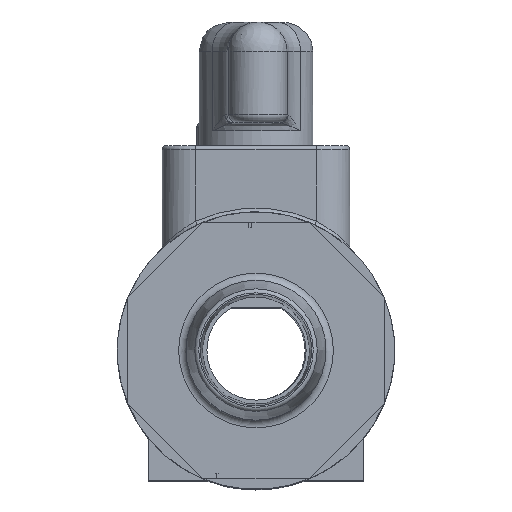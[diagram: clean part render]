
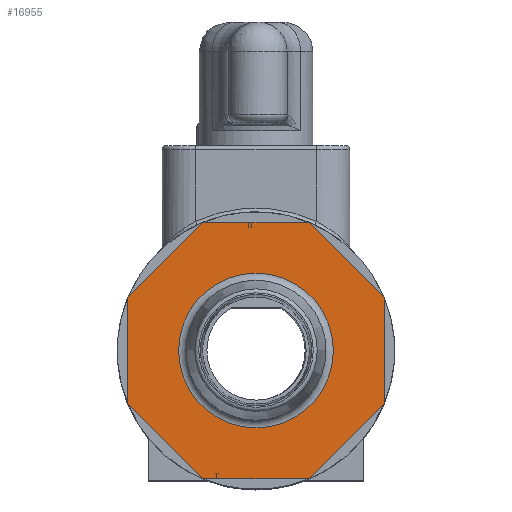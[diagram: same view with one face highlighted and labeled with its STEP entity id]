
A CAD part, top view. The second image highlights one B-rep face of the part: STEP entity #16955.
In plain terms, the highlighted face is planar.
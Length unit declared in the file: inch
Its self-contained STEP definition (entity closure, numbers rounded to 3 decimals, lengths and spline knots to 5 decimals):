
#15527=CARTESIAN_POINT('',(0.19804,0.0,-0.47811));
#15528=VERTEX_POINT('',#15527);
#15535=CARTESIAN_POINT('',(-0.19804,0.0,-0.47811));
#15536=VERTEX_POINT('',#15535);
#15537=CARTESIAN_POINT('',(-0.19804,0.0,-0.47811));
#15538=DIRECTION('',(1.0,0.0,0.0));
#15539=VECTOR('',#15538,0.39608);
#15540=LINE('',#15537,#15539);
#15541=EDGE_CURVE('',#15536,#15528,#15540,.T.);
#16858=CARTESIAN_POINT('',(-0.28852,0.0,0.));
#16859=VERTEX_POINT('',#16858);
#16860=CARTESIAN_POINT('',(0.0,0.0,0.0));
#16861=DIRECTION('',(0.0,-1.0,0.0));
#16862=DIRECTION('',(1.0,0.0,0.0));
#16863=AXIS2_PLACEMENT_3D('',#16860,#16861,#16862);
#16864=CIRCLE('',#16863,0.28852);
#16865=EDGE_CURVE('',#16859,#16859,#16864,.T.);
#16890=CARTESIAN_POINT('',(0.0,0.0,0.0));
#16891=DIRECTION('',(0.0,-1.0,0.0));
#16892=DIRECTION('',(0.0,0.0,-1.0));
#16893=AXIS2_PLACEMENT_3D('',#16890,#16891,#16892);
#16894=PLANE('',#16893);
#16895=CARTESIAN_POINT('',(-0.47811,0.0,-0.19804));
#16896=VERTEX_POINT('',#16895);
#16897=CARTESIAN_POINT('',(-0.47811,0.0,-0.19804));
#16898=DIRECTION('',(0.707,0.0,-0.707));
#16899=VECTOR('',#16898,0.39608);
#16900=LINE('',#16897,#16899);
#16901=EDGE_CURVE('',#16896,#15536,#16900,.T.);
#16902=ORIENTED_EDGE('',*,*,#16901,.T.);
#16903=ORIENTED_EDGE('',*,*,#15541,.T.);
#16904=CARTESIAN_POINT('',(0.47811,0.0,-0.19804));
#16905=VERTEX_POINT('',#16904);
#16906=CARTESIAN_POINT('',(0.19804,0.0,-0.47811));
#16907=DIRECTION('',(0.707,0.0,0.707));
#16908=VECTOR('',#16907,0.39608);
#16909=LINE('',#16906,#16908);
#16910=EDGE_CURVE('',#15528,#16905,#16909,.T.);
#16911=ORIENTED_EDGE('',*,*,#16910,.T.);
#16912=CARTESIAN_POINT('',(0.47811,0.0,0.19804));
#16913=VERTEX_POINT('',#16912);
#16914=CARTESIAN_POINT('',(0.47811,0.0,-0.19804));
#16915=DIRECTION('',(0.0,0.0,1.0));
#16916=VECTOR('',#16915,0.39608);
#16917=LINE('',#16914,#16916);
#16918=EDGE_CURVE('',#16905,#16913,#16917,.T.);
#16919=ORIENTED_EDGE('',*,*,#16918,.T.);
#16920=CARTESIAN_POINT('',(0.19804,0.0,0.47811));
#16921=VERTEX_POINT('',#16920);
#16922=CARTESIAN_POINT('',(0.47811,0.0,0.19804));
#16923=DIRECTION('',(-0.707,0.0,0.707));
#16924=VECTOR('',#16923,0.39608);
#16925=LINE('',#16922,#16924);
#16926=EDGE_CURVE('',#16913,#16921,#16925,.T.);
#16927=ORIENTED_EDGE('',*,*,#16926,.T.);
#16928=CARTESIAN_POINT('',(-0.19804,0.0,0.47811));
#16929=VERTEX_POINT('',#16928);
#16930=CARTESIAN_POINT('',(0.19804,0.0,0.47811));
#16931=DIRECTION('',(-1.0,0.0,0.0));
#16932=VECTOR('',#16931,0.39608);
#16933=LINE('',#16930,#16932);
#16934=EDGE_CURVE('',#16921,#16929,#16933,.T.);
#16935=ORIENTED_EDGE('',*,*,#16934,.T.);
#16936=CARTESIAN_POINT('',(-0.47811,0.0,0.19804));
#16937=VERTEX_POINT('',#16936);
#16938=CARTESIAN_POINT('',(-0.19804,0.0,0.47811));
#16939=DIRECTION('',(-0.707,0.0,-0.707));
#16940=VECTOR('',#16939,0.39608);
#16941=LINE('',#16938,#16940);
#16942=EDGE_CURVE('',#16929,#16937,#16941,.T.);
#16943=ORIENTED_EDGE('',*,*,#16942,.T.);
#16944=CARTESIAN_POINT('',(-0.47811,0.0,0.19804));
#16945=DIRECTION('',(0.0,0.0,-1.0));
#16946=VECTOR('',#16945,0.39608);
#16947=LINE('',#16944,#16946);
#16948=EDGE_CURVE('',#16937,#16896,#16947,.T.);
#16949=ORIENTED_EDGE('',*,*,#16948,.T.);
#16950=EDGE_LOOP('',(#16902,#16903,#16911,#16919,#16927,#16935,#16943,#16949));
#16951=FACE_OUTER_BOUND('',#16950,.T.);
#16952=ORIENTED_EDGE('',*,*,#16865,.F.);
#16953=EDGE_LOOP('',(#16952));
#16954=FACE_BOUND('',#16953,.T.);
#16955=ADVANCED_FACE('',(#16951,#16954),#16894,.T.);
